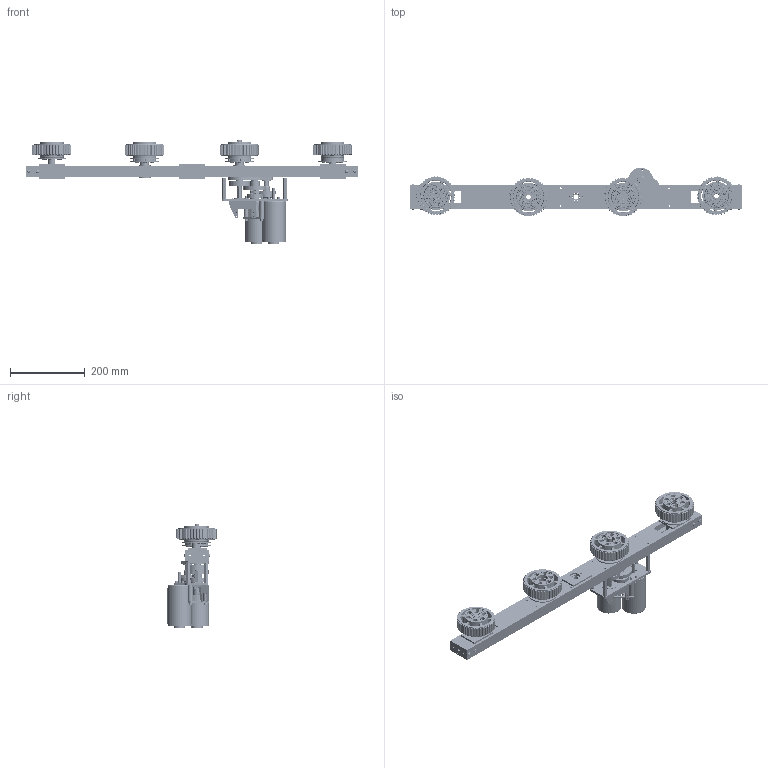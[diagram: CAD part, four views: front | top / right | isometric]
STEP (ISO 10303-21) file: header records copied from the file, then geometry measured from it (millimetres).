
FILE_DESCRIPTION((''),'2;1');
FILE_NAME('UC_side_rail_6in_plaction_asm_8wd.stp','2012-01-14T13:59:38',('ajlapp'),(''),'Autodesk Inventor 2012','Autodesk Inventor 2012','');
FILE_SCHEMA(('AUTOMOTIVE_DESIGN { 1 0 10303 214 1 1 1 1 }'));
Length unit declared in the file: inch
Products named in the file (98): UC_side_rail_6in_plaction_asm; UC_side_rail_asm; chassis_tube_adjustable; cross_tube_end_plug; bhcs_91255A240; axle_block_adjustable; clamp_plate_adjustable; fhcs_91253A242; center_drive_; bearing_block_; ball_bearing_60355K150; NONE; NONEA; NONEB; NONEC; NONED; NONEE; NONEF; NONEG; NONEH; NONEI; NONEJ; NONEK; plaction_single_sprocket_asm; 4Plaction_with_bearings; 4Plaction-500bearing; 4MW_d01; 4RoughTread; 10-32_nylock_nut; 10-32x1375_shcs; AM_36t_sprocket; bhcs_91255A242; first_wheel_shaft; plaction_wheel_bushing; plaction_thick_single_sprocket_asm; 372_spacer; plaction_center_drive_asm_8wd; 062_sprocket_spacer; AM_universal-hub; sl_dead_axle_bush_drive_470 ...
Assembly tree (176 placements, depth 5):
  UC_side_rail_6in_plaction_asm
    UC_side_rail_asm
      chassis_tube_adjustable
      cross_tube_end_plug  x2
      bhcs_91255A240  x8
      axle_block_adjustable  x2
        axle_block_adjustable
        clamp_plate_adjustable
        fhcs_91253A242
      center_drive_
        bearing_block_
        clamp_plate_adjustable  x2
        ball_bearing_60355K150  x2
          NONE
          NONEA
          NONEB
          NONEC
          NONED
          NONEE
          NONEF
          NONEG
          NONEH
          NONEI
          NONEJ
          NONEK
        fhcs_91253A242  x4
    plaction_single_sprocket_asm
      4Plaction_with_bearings
        4Plaction-500bearing
          4MW_d01  x2
          4RoughTread
          10-32_nylock_nut  x6
          10-32x1375_shcs  x6
        ball_bearing_60355K150  x2
          NONE
          NONEA
          NONEB
          NONEC
          NONED
          NONEE
          NONEF
          NONEG
          NONEH
          NONEI
          NONEJ
          NONEK
      AM_36t_sprocket
      bhcs_91255A242  x6
      ball_bearing_60355K150  x2
        NONE
        NONEA
        NONEB
        NONEC
        NONED
        NONEE
        NONEF
        NONEG
        NONEH
        NONEI
        NONEJ
Bounding box: 889 x 131.42 x 277.37 mm (x, y, z)
Volume: 2603182.2 mm3; surface area: 1104887.9 mm2
Topology: 310 solids, 310 shells, 11056 faces, 26346 edges, 16078 vertices
Faces by surface type: plane 3078, cylinder 3000, cone 2795, torus 891, sphere 716, bspline 576
Full cylindrical faces by diameter (mm): 1.587 x2, 1.941 x2, 2.156 x2, 2.337 x2, 2.381 x1, 2.489 x2, 2.591 x1, 2.794 x2, 3.307 x4, 3.683 x24, 3.797 x4, 3.962 x16, 3.967 x5, 4.039 x24, 4.056 x440, 4.623 x2, 4.724 x1, 4.775 x27, 4.801 x4, 4.826 x400, 4.976 x1, 4.978 x6, 5.08 x42, 5.105 x66, 5.182 x12, 5.207 x6, 5.309 x1, 5.334 x4, 5.367 x1, 5.461 x1
Entity records: 65463 total; most frequent: CARTESIAN_POINT 16375, DIRECTION 10420, ORIENTED_EDGE 8232, AXIS2_PLACEMENT_3D 4343, EDGE_CURVE 4116, EDGE_LOOP 3006, VERTEX_POINT 2928, CIRCLE 2064
